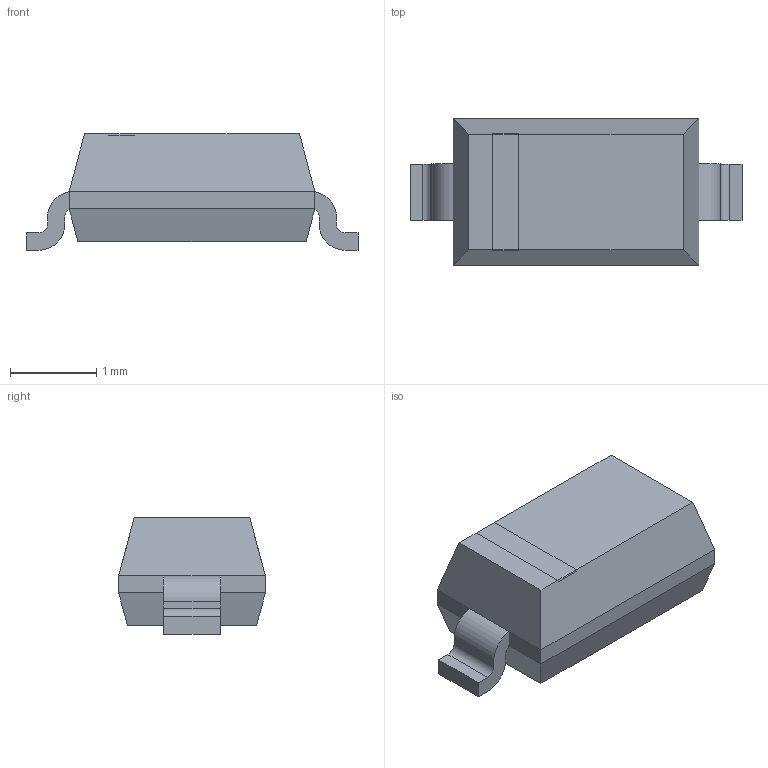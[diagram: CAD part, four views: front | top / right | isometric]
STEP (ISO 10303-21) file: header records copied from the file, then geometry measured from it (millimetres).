
FILE_DESCRIPTION(/* description */ (''),/* implementation_level */ '2;1');
FILE_NAME(/* name */ 'SOD3715 X135N.stp',/* time_stamp */ '2017-05-15T12:27:07+02:00',/* author */ ('jchouvet'),/* organization */ (''),/* preprocessor_version */ 'ST-DEVELOPER v16.1',/* originating_system */ 'AutoCAD Mechanical',/* authorisation */ '');
FILE_SCHEMA (('AUTOMOTIVE_DESIGN { 1 0 10303 214 3 1 1 }'));
Length unit declared in the file: millimetre
Products named in the file (1): Product
Bounding box: 3.85 x 1.7 x 1.35 mm (x, y, z)
Volume: 5.6 mm3; surface area: 22.7 mm2
Topology: 4 solids, 4 shells, 48 faces, 112 edges, 72 vertices
Faces by surface type: plane 40, cylinder 8
Entity records: 1384 total; most frequent: CARTESIAN_POINT 233, DIRECTION 226, ORIENTED_EDGE 224, EDGE_CURVE 112, LINE 96, VECTOR 96, VERTEX_POINT 72, AXIS2_PLACEMENT_3D 65
